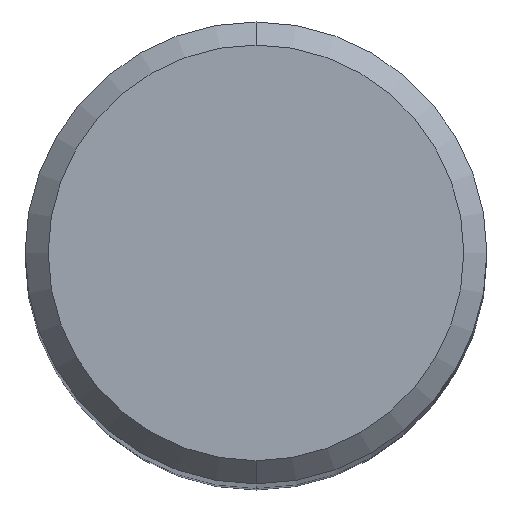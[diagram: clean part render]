
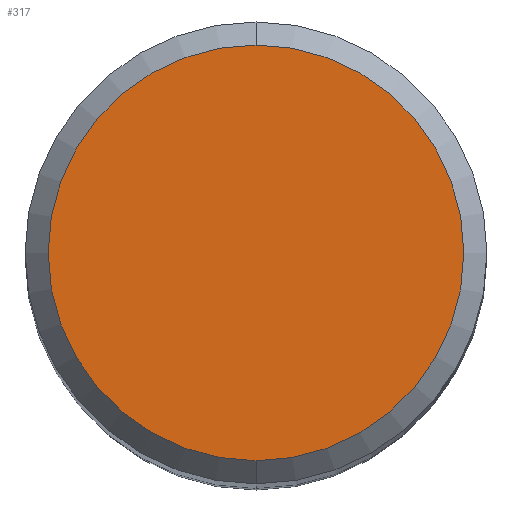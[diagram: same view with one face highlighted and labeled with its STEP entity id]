
A CAD part, top view. The second image highlights one B-rep face of the part: STEP entity #317.
In plain terms, the highlighted planar face has unit normal (0, 0, 1).
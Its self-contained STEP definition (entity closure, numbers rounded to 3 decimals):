
#249=EDGE_CURVE('',#403,#313,#566,.T.);
#303=EDGE_CURVE('',#313,#403,#626,.T.);
#313=VERTEX_POINT('',#637);
#317=ADVANCED_FACE('',(#641),#642,.T.);
#403=VERTEX_POINT('',#735);
#566=CIRCLE('',#959,4.5);
#626=CIRCLE('',#1052,4.5);
#637=CARTESIAN_POINT('',(0.,-4.5,0.0));
#641=FACE_OUTER_BOUND('',#1082,.T.);
#642=PLANE('',#1083);
#735=CARTESIAN_POINT('',(0.0,4.5,0.0));
#959=AXIS2_PLACEMENT_3D('',#1581,#1582,#1583);
#1052=AXIS2_PLACEMENT_3D('',#1649,#1650,#1651);
#1082=EDGE_LOOP('',(#1664,#1665));
#1083=AXIS2_PLACEMENT_3D('',#1666,#1667,#1668);
#1581=CARTESIAN_POINT('',(0.0,0.0,0.0));
#1582=DIRECTION('',(0.0,0.0,-1.0));
#1583=DIRECTION('',(0.0,1.0,0.0));
#1649=CARTESIAN_POINT('',(0.0,0.0,0.0));
#1650=DIRECTION('',(0.0,0.0,-1.0));
#1651=DIRECTION('',(0.0,1.0,0.0));
#1664=ORIENTED_EDGE('',*,*,#249,.F.);
#1665=ORIENTED_EDGE('',*,*,#303,.F.);
#1666=CARTESIAN_POINT('',(0.0,2.25,0.0));
#1667=DIRECTION('',(-0.0,0.0,1.0));
#1668=DIRECTION('',(0.0,-1.0,0.0));
